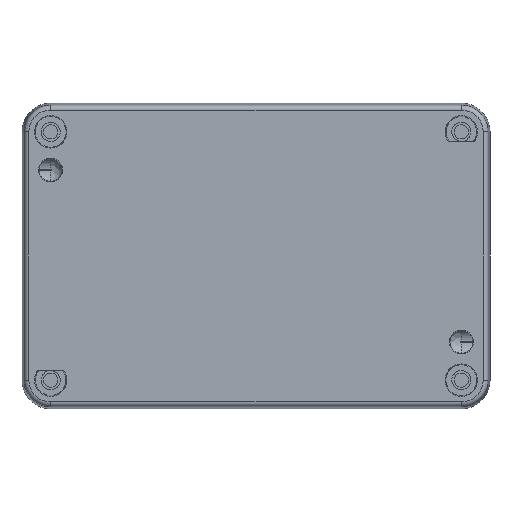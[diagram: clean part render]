
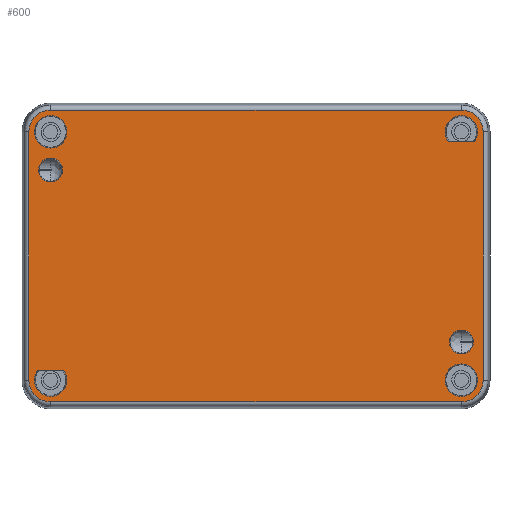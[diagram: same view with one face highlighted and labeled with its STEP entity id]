
A CAD part, front view. The second image highlights one B-rep face of the part: STEP entity #600.
In plain terms, the highlighted planar face has unit normal (0, -1, 0).
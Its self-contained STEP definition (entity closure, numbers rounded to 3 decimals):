
#600 = ADVANCED_FACE( '', ( #1414, #1415, #1416, #1417, #1418, #1419, #1420 ), #1421, .F. );
#1414 = FACE_OUTER_BOUND( '', #2686, .T. );
#1415 = FACE_BOUND( '', #2687, .T. );
#1416 = FACE_BOUND( '', #2688, .T. );
#1417 = FACE_BOUND( '', #2689, .T. );
#1418 = FACE_BOUND( '', #2690, .T. );
#1419 = FACE_BOUND( '', #2691, .T. );
#1420 = FACE_BOUND( '', #2692, .T. );
#1421 = PLANE( '', #2693 );
#2686 = EDGE_LOOP( '', ( #5468, #5469, #5470, #5471, #5472, #5473, #5474, #5475 ) );
#2687 = EDGE_LOOP( '', ( #5476, #5477 ) );
#2688 = EDGE_LOOP( '', ( #5478 ) );
#2689 = EDGE_LOOP( '', ( #5479 ) );
#2690 = EDGE_LOOP( '', ( #5480 ) );
#2691 = EDGE_LOOP( '', ( #5481 ) );
#2692 = EDGE_LOOP( '', ( #5482, #5483 ) );
#2693 = AXIS2_PLACEMENT_3D( '', #5484, #5485, #5486 );
#5468 = ORIENTED_EDGE( '', *, *, #7623, .T. );
#5469 = ORIENTED_EDGE( '', *, *, #7277, .T. );
#5470 = ORIENTED_EDGE( '', *, *, #7657, .T. );
#5471 = ORIENTED_EDGE( '', *, *, #7238, .T. );
#5472 = ORIENTED_EDGE( '', *, *, #7637, .T. );
#5473 = ORIENTED_EDGE( '', *, *, #7571, .T. );
#5474 = ORIENTED_EDGE( '', *, *, #7218, .T. );
#5475 = ORIENTED_EDGE( '', *, *, #7403, .T. );
#5476 = ORIENTED_EDGE( '', *, *, #7743, .T. );
#5477 = ORIENTED_EDGE( '', *, *, #7744, .T. );
#5478 = ORIENTED_EDGE( '', *, *, #7272, .F. );
#5479 = ORIENTED_EDGE( '', *, *, #7721, .F. );
#5480 = ORIENTED_EDGE( '', *, *, #7626, .F. );
#5481 = ORIENTED_EDGE( '', *, *, #7723, .F. );
#5482 = ORIENTED_EDGE( '', *, *, #7507, .T. );
#5483 = ORIENTED_EDGE( '', *, *, #7381, .T. );
#5484 = CARTESIAN_POINT( '', ( 0., 0., 0. ) );
#5485 = DIRECTION( '', ( 0., 1., 0. ) );
#5486 = DIRECTION( '', ( 1., 0., 0. ) );
#7218 = EDGE_CURVE( '', #8433, #8430, #8434, .T. );
#7238 = EDGE_CURVE( '', #8464, #8469, #8471, .T. );
#7272 = EDGE_CURVE( '', #8534, #8534, #8535, .T. );
#7277 = EDGE_CURVE( '', #8538, #8543, #8545, .T. );
#7381 = EDGE_CURVE( '', #8725, #8730, #8732, .T. );
#7403 = EDGE_CURVE( '', #8430, #8766, #8768, .T. );
#7507 = EDGE_CURVE( '', #8730, #8725, #8933, .T. );
#7571 = EDGE_CURVE( '', #9023, #8433, #9026, .T. );
#7623 = EDGE_CURVE( '', #8766, #8538, #9098, .T. );
#7626 = EDGE_CURVE( '', #9101, #9101, #9102, .T. );
#7637 = EDGE_CURVE( '', #8469, #9023, #9117, .T. );
#7657 = EDGE_CURVE( '', #8543, #8464, #9145, .T. );
#7721 = EDGE_CURVE( '', #9234, #9234, #9235, .T. );
#7723 = EDGE_CURVE( '', #9238, #9238, #9239, .T. );
#7743 = EDGE_CURVE( '', #9260, #9262, #9264, .T. );
#7744 = EDGE_CURVE( '', #9262, #9260, #9265, .T. );
#8430 = VERTEX_POINT( '', #11034 );
#8433 = VERTEX_POINT( '', #11037 );
#8434 = LINE( '', #11038, #11039 );
#8464 = VERTEX_POINT( '', #11077 );
#8469 = VERTEX_POINT( '', #11082 );
#8471 = CIRCLE( '', #11084, 4.558 );
#8534 = VERTEX_POINT( '', #11162 );
#8535 = CIRCLE( '', #11163, 2.5 );
#8538 = VERTEX_POINT( '', #11166 );
#8543 = VERTEX_POINT( '', #11171 );
#8545 = CIRCLE( '', #11173, 4.558 );
#8725 = VERTEX_POINT( '', #11491 );
#8730 = VERTEX_POINT( '', #11501 );
#8732 = CIRCLE( '', #11508, 3.4 );
#8766 = VERTEX_POINT( '', #11577 );
#8768 = CIRCLE( '', #11579, 4.558 );
#8933 = LINE( '', #11843, #11844 );
#9023 = VERTEX_POINT( '', #12019 );
#9026 = CIRCLE( '', #12022, 4.558 );
#9098 = LINE( '', #12128, #12129 );
#9101 = VERTEX_POINT( '', #12134 );
#9102 = CIRCLE( '', #12135, 3.4 );
#9117 = LINE( '', #12155, #12156 );
#9145 = LINE( '', #12195, #12196 );
#9234 = VERTEX_POINT( '', #12318 );
#9235 = CIRCLE( '', #12319, 2.5 );
#9238 = VERTEX_POINT( '', #12322 );
#9239 = CIRCLE( '', #12323, 3.4 );
#9260 = VERTEX_POINT( '', #12352 );
#9262 = VERTEX_POINT( '', #12359 );
#9264 = LINE( '', #12366, #12367 );
#9265 = CIRCLE( '', #12368, 3.4 );
#11034 = CARTESIAN_POINT( '', ( -43., 0., 30.558 ) );
#11037 = CARTESIAN_POINT( '', ( 43., 0., 30.558 ) );
#11038 = CARTESIAN_POINT( '', ( 43., 0., 30.558 ) );
#11039 = VECTOR( '', #14196, 1000. );
#11077 = CARTESIAN_POINT( '', ( 43., 0., -30.558 ) );
#11082 = CARTESIAN_POINT( '', ( 47.558, 0., -26. ) );
#11084 = AXIS2_PLACEMENT_3D( '', #14238, #14239, #14240 );
#11162 = CARTESIAN_POINT( '', ( 45.5, 0., -18. ) );
#11163 = AXIS2_PLACEMENT_3D( '', #14310, #14311, #14312 );
#11166 = CARTESIAN_POINT( '', ( -47.558, 0., -26. ) );
#11171 = CARTESIAN_POINT( '', ( -43., 0., -30.558 ) );
#11173 = AXIS2_PLACEMENT_3D( '', #14325, #14326, #14327 );
#11491 = CARTESIAN_POINT( '', ( 40.25, 0., 24. ) );
#11501 = CARTESIAN_POINT( '', ( 45.75, 0., 24. ) );
#11508 = AXIS2_PLACEMENT_3D( '', #14517, #14518, #14519 );
#11577 = CARTESIAN_POINT( '', ( -47.558, 0., 26. ) );
#11579 = AXIS2_PLACEMENT_3D( '', #14555, #14556, #14557 );
#11843 = CARTESIAN_POINT( '', ( 45.75, 0., 24. ) );
#11844 = VECTOR( '', #14752, 1000. );
#12019 = CARTESIAN_POINT( '', ( 47.558, 0., 26. ) );
#12022 = AXIS2_PLACEMENT_3D( '', #14853, #14854, #14855 );
#12128 = CARTESIAN_POINT( '', ( -47.558, 0., 26. ) );
#12129 = VECTOR( '', #14951, 1000. );
#12134 = CARTESIAN_POINT( '', ( 43., 0., -22.6 ) );
#12135 = AXIS2_PLACEMENT_3D( '', #14954, #14955, #14956 );
#12155 = CARTESIAN_POINT( '', ( 47.558, 0., -26. ) );
#12156 = VECTOR( '', #14977, 1000. );
#12195 = CARTESIAN_POINT( '', ( -43., 0., -30.558 ) );
#12196 = VECTOR( '', #15013, 1000. );
#12318 = CARTESIAN_POINT( '', ( -45.5, 0., 18. ) );
#12319 = AXIS2_PLACEMENT_3D( '', #15131, #15132, #15133 );
#12322 = CARTESIAN_POINT( '', ( -43., 0., 22.6 ) );
#12323 = AXIS2_PLACEMENT_3D( '', #15137, #15138, #15139 );
#12352 = CARTESIAN_POINT( '', ( -45.75, 0., -24. ) );
#12359 = CARTESIAN_POINT( '', ( -40.25, 0., -24. ) );
#12366 = CARTESIAN_POINT( '', ( -45.75, 0., -24. ) );
#12367 = VECTOR( '', #15175, 1000. );
#12368 = AXIS2_PLACEMENT_3D( '', #15176, #15177, #15178 );
#14196 = DIRECTION( '', ( -1., 0., 0. ) );
#14238 = CARTESIAN_POINT( '', ( 43., 0., -26. ) );
#14239 = DIRECTION( '', ( 0., -1., 0. ) );
#14240 = DIRECTION( '', ( 0., 0., -1. ) );
#14310 = CARTESIAN_POINT( '', ( 43., 0., -18. ) );
#14311 = DIRECTION( '', ( 0., -1., 0. ) );
#14312 = DIRECTION( '', ( 1., 0., 0. ) );
#14325 = CARTESIAN_POINT( '', ( -43., 0., -26. ) );
#14326 = DIRECTION( '', ( 0., -1., 0. ) );
#14327 = DIRECTION( '', ( -1., 0., 0. ) );
#14517 = CARTESIAN_POINT( '', ( 43., 0., 26. ) );
#14518 = DIRECTION( '', ( 0., 1., 0. ) );
#14519 = DIRECTION( '', ( -0.809, 0., -0.588 ) );
#14555 = CARTESIAN_POINT( '', ( -43., 0., 26. ) );
#14556 = DIRECTION( '', ( 0., -1., 0. ) );
#14557 = DIRECTION( '', ( 0., 0., 1. ) );
#14752 = DIRECTION( '', ( -1., 0., 0. ) );
#14853 = CARTESIAN_POINT( '', ( 43., 0., 26. ) );
#14854 = DIRECTION( '', ( 0., -1., 0. ) );
#14855 = DIRECTION( '', ( 1., 0., 0. ) );
#14951 = DIRECTION( '', ( 0., 0., -1. ) );
#14954 = CARTESIAN_POINT( '', ( 43., 0., -26. ) );
#14955 = DIRECTION( '', ( 0., -1., 0. ) );
#14956 = DIRECTION( '', ( 0., 0., 1. ) );
#14977 = DIRECTION( '', ( 0., 0., 1. ) );
#15013 = DIRECTION( '', ( 1., 0., 0. ) );
#15131 = CARTESIAN_POINT( '', ( -43., 0., 18. ) );
#15132 = DIRECTION( '', ( 0., -1., 0. ) );
#15133 = DIRECTION( '', ( -1., 0., 0. ) );
#15137 = CARTESIAN_POINT( '', ( -43., 0., 26. ) );
#15138 = DIRECTION( '', ( 0., -1., 0. ) );
#15139 = DIRECTION( '', ( 0., 0., -1. ) );
#15175 = DIRECTION( '', ( 1., 0., 0. ) );
#15176 = CARTESIAN_POINT( '', ( -43., 0., -26. ) );
#15177 = DIRECTION( '', ( 0., 1., 0. ) );
#15178 = DIRECTION( '', ( 0.809, 0., 0.588 ) );
